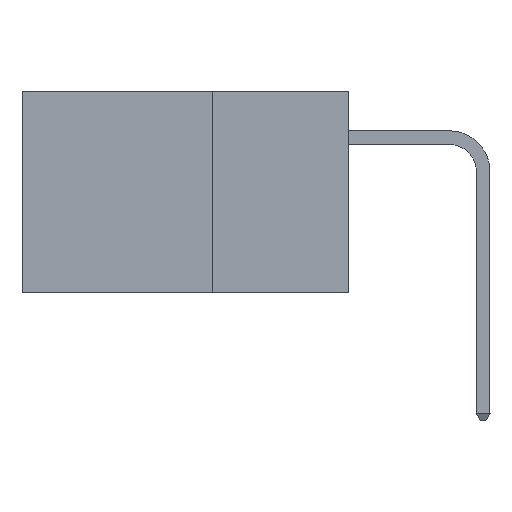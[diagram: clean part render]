
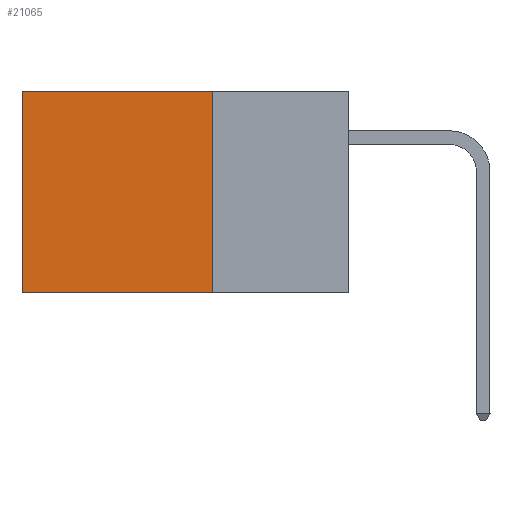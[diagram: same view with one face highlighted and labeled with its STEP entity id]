
A CAD part, left-side view. The second image highlights one B-rep face of the part: STEP entity #21065.
In plain terms, the highlighted planar face has unit normal (-1, 0, 0).
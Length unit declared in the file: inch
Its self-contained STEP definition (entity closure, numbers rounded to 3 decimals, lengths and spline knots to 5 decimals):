
#175 = EDGE_CURVE ( 'NONE', #29200, #32727, #34142, .T. ) ;
#312 = CARTESIAN_POINT ( 'NONE',  ( 0.2875, 0.25, 0. ) ) ;
#858 = ORIENTED_EDGE ( 'NONE', *, *, #175, .T. ) ;
#1126 = CARTESIAN_POINT ( 'NONE',  ( 0.2875, 0.25, 0. ) ) ;
#2326 = VECTOR ( 'NONE', #34144, 39.37008 ) ;
#6962 = VECTOR ( 'NONE', #35368, 39.37008 ) ;
#7093 = EDGE_LOOP ( 'NONE', ( #31402, #8251, #30555, #858 ) ) ;
#8251 = ORIENTED_EDGE ( 'NONE', *, *, #34676, .F. ) ;
#8759 = CARTESIAN_POINT ( 'NONE',  ( 0.2875, 0.6, -0.37 ) ) ;
#8879 = CARTESIAN_POINT ( 'NONE',  ( 0.2875, 0.25, 0. ) ) ;
#9056 = DIRECTION ( 'NONE',  ( 0., 1., 0. ) ) ;
#10340 = CARTESIAN_POINT ( 'NONE',  ( 0.2875, 0.25, 0. ) ) ;
#15123 = VECTOR ( 'NONE', #9056, 39.37008 ) ;
#16464 = AXIS2_PLACEMENT_3D ( 'NONE', #10340, #30633, #21581 ) ;
#17964 = CARTESIAN_POINT ( 'NONE',  ( 0.2875, 0.25, -0.37 ) ) ;
#18468 = EDGE_CURVE ( 'NONE', #32727, #22057, #26196, .T. ) ;
#18822 = PLANE ( 'NONE',  #16464 ) ;
#19374 = FACE_OUTER_BOUND ( 'NONE', #7093, .T. ) ;
#21065 = ADVANCED_FACE ( 'NONE', ( #19374 ), #18822, .F. ) ;
#21581 = DIRECTION ( 'NONE',  ( 0., 0., -1. ) ) ;
#22057 = VERTEX_POINT ( 'NONE', #8759 ) ;
#24734 = CARTESIAN_POINT ( 'NONE',  ( 0.2875, 0.6, 0. ) ) ;
#26196 = LINE ( 'NONE', #32273, #32210 ) ;
#27807 = VERTEX_POINT ( 'NONE', #17964 ) ;
#28976 = LINE ( 'NONE', #1126, #2326 ) ;
#29200 = VERTEX_POINT ( 'NONE', #312 ) ;
#30068 = DIRECTION ( 'NONE',  ( 0., 0., -1. ) ) ;
#30555 = ORIENTED_EDGE ( 'NONE', *, *, #35430, .F. ) ;
#30633 = DIRECTION ( 'NONE',  ( 1., 0., 0. ) ) ;
#31402 = ORIENTED_EDGE ( 'NONE', *, *, #18468, .T. ) ;
#32210 = VECTOR ( 'NONE', #30068, 39.37008 ) ;
#32273 = CARTESIAN_POINT ( 'NONE',  ( 0.2875, 0.6, 0. ) ) ;
#32727 = VERTEX_POINT ( 'NONE', #24734 ) ;
#34142 = LINE ( 'NONE', #8879, #15123 ) ;
#34144 = DIRECTION ( 'NONE',  ( 0., 0., -1. ) ) ;
#34676 = EDGE_CURVE ( 'NONE', #27807, #22057, #35181, .T. ) ;
#35005 = CARTESIAN_POINT ( 'NONE',  ( 0.2875, 0.25, -0.37 ) ) ;
#35181 = LINE ( 'NONE', #35005, #6962 ) ;
#35368 = DIRECTION ( 'NONE',  ( 0., 1., 0. ) ) ;
#35430 = EDGE_CURVE ( 'NONE', #29200, #27807, #28976, .T. ) ;
